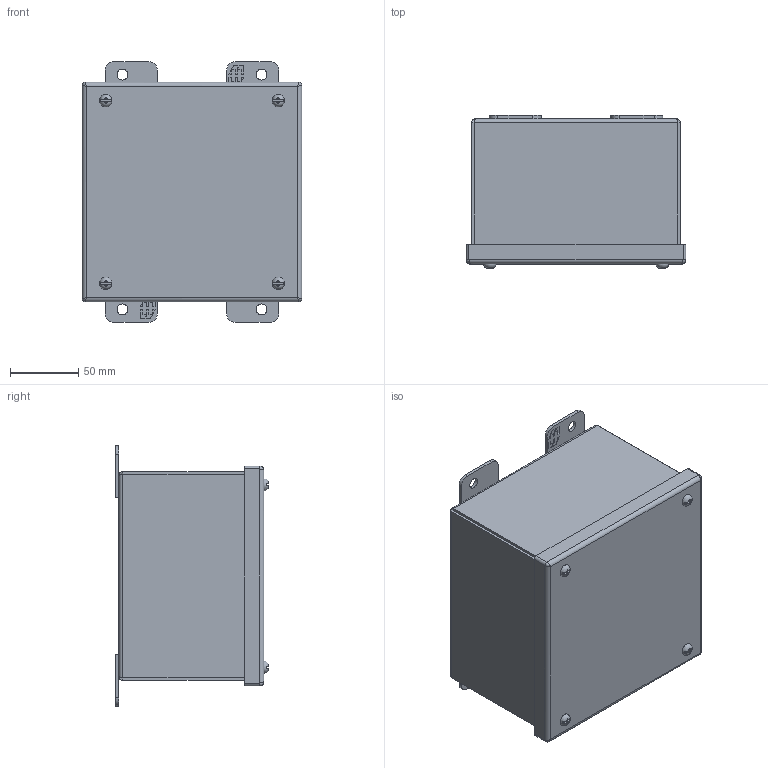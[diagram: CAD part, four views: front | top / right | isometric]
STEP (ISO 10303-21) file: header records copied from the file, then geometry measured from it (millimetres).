
FILE_DESCRIPTION (( 'STEP AP214' ), '1' );
FILE_NAME ('1414SCE.STEP', '2019-09-27T22:41:22', ( '' ), ( '' ), 'SwSTEP 2.0', 'SolidWorks 2018', '' );
FILE_SCHEMA (( 'AUTOMOTIVE_DESIGN' ));
Length unit declared in the file: inch
Products named in the file (1): 1414SCE
Bounding box: 160.32 x 111.62 x 190.5 mm (x, y, z)
Volume: 313950.5 mm3; surface area: 321069.4 mm2
Topology: 26 solids, 26 shells, 642 faces, 1585 edges, 1017 vertices
Faces by surface type: plane 442, cylinder 140, bspline 32, cone 24, torus 4
Full cylindrical faces by diameter (mm): 3.759 x4, 3.967 x5, 4.039 x4, 4.775 x1, 4.826 x4, 6.35 x5, 6.731 x4, 6.985 x4, 7.925 x4, 9.525 x5, 9.906 x4
Entity records: 28716 total; most frequent: CARTESIAN_POINT 5925, ORIENTED_EDGE 2950, DIRECTION 2848, EDGE_CURVE 1475, LINE 1076, VECTOR 1076, VERTEX_POINT 991, AXIS2_PLACEMENT_3D 886
